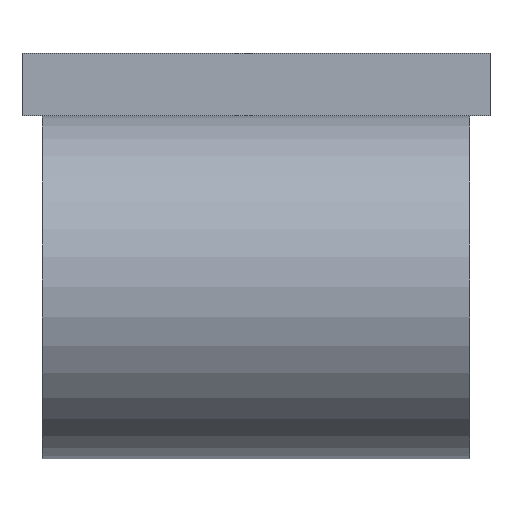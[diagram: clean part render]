
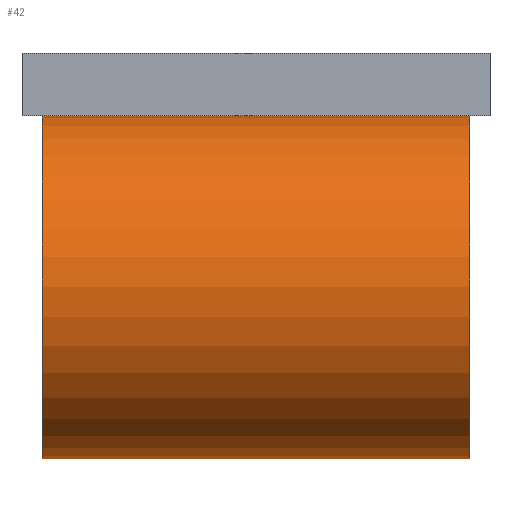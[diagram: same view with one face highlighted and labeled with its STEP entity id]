
A CAD part, front view. The second image highlights one B-rep face of the part: STEP entity #42.
In plain terms, the highlighted cylindrical face has radius 11 mm (diameter 22 mm), a partial arc.
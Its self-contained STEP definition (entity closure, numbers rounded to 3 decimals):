
#1 = CARTESIAN_POINT ( 'NONE',  ( -13.7, 25., 0. ) ) ;
#11 = VERTEX_POINT ( 'NONE', #107 ) ;
#20 = DIRECTION ( 'NONE',  ( 0., 0., -1. ) ) ;
#30 = VECTOR ( 'NONE', #309, 1000. ) ;
#36 = ORIENTED_EDGE ( 'NONE', *, *, #276, .F. ) ;
#42 = ADVANCED_FACE ( 'NONE', ( #369 ), #104, .T. ) ;
#48 = CIRCLE ( 'NONE', #153, 11. ) ;
#63 = ORIENTED_EDGE ( 'NONE', *, *, #150, .T. ) ;
#73 = CARTESIAN_POINT ( 'NONE',  ( 13.7, 25., -11. ) ) ;
#74 = CARTESIAN_POINT ( 'NONE',  ( 13.7, 25., -22. ) ) ;
#87 = CIRCLE ( 'NONE', #170, 11. ) ;
#88 = VECTOR ( 'NONE', #317, 1000. ) ;
#103 = DIRECTION ( 'NONE',  ( 1., 0., 0. ) ) ;
#104 = CYLINDRICAL_SURFACE ( 'NONE', #282, 11. ) ;
#107 = CARTESIAN_POINT ( 'NONE',  ( -13.7, 25., -22. ) ) ;
#115 = EDGE_CURVE ( 'NONE', #305, #234, #337, .T. ) ;
#125 = EDGE_LOOP ( 'NONE', ( #205, #36, #361, #63 ) ) ;
#144 = DIRECTION ( 'NONE',  ( 0., 0., -1. ) ) ;
#150 = EDGE_CURVE ( 'NONE', #234, #11, #87, .T. ) ;
#153 = AXIS2_PLACEMENT_3D ( 'NONE', #73, #193, #144 ) ;
#157 = CARTESIAN_POINT ( 'NONE',  ( -13.7, 25., -11. ) ) ;
#170 = AXIS2_PLACEMENT_3D ( 'NONE', #157, #103, #20 ) ;
#190 = CARTESIAN_POINT ( 'NONE',  ( 13.7, 25., -11. ) ) ;
#193 = DIRECTION ( 'NONE',  ( 1., 0., 0. ) ) ;
#205 = ORIENTED_EDGE ( 'NONE', *, *, #377, .F. ) ;
#234 = VERTEX_POINT ( 'NONE', #1 ) ;
#237 = VERTEX_POINT ( 'NONE', #319 ) ;
#252 = DIRECTION ( 'NONE',  ( -1., 0., 0. ) ) ;
#260 = CARTESIAN_POINT ( 'NONE',  ( 13.7, 25., 0. ) ) ;
#273 = CARTESIAN_POINT ( 'NONE',  ( 13.7, 25., 0. ) ) ;
#276 = EDGE_CURVE ( 'NONE', #305, #237, #48, .T. ) ;
#277 = DIRECTION ( 'NONE',  ( 0., 0., 1. ) ) ;
#282 = AXIS2_PLACEMENT_3D ( 'NONE', #190, #252, #277 ) ;
#292 = LINE ( 'NONE', #74, #88 ) ;
#305 = VERTEX_POINT ( 'NONE', #260 ) ;
#309 = DIRECTION ( 'NONE',  ( -1., 0., 0. ) ) ;
#317 = DIRECTION ( 'NONE',  ( -1., 0., 0. ) ) ;
#319 = CARTESIAN_POINT ( 'NONE',  ( 13.7, 25., -22. ) ) ;
#337 = LINE ( 'NONE', #273, #30 ) ;
#361 = ORIENTED_EDGE ( 'NONE', *, *, #115, .T. ) ;
#369 = FACE_OUTER_BOUND ( 'NONE', #125, .T. ) ;
#377 = EDGE_CURVE ( 'NONE', #237, #11, #292, .T. ) ;
